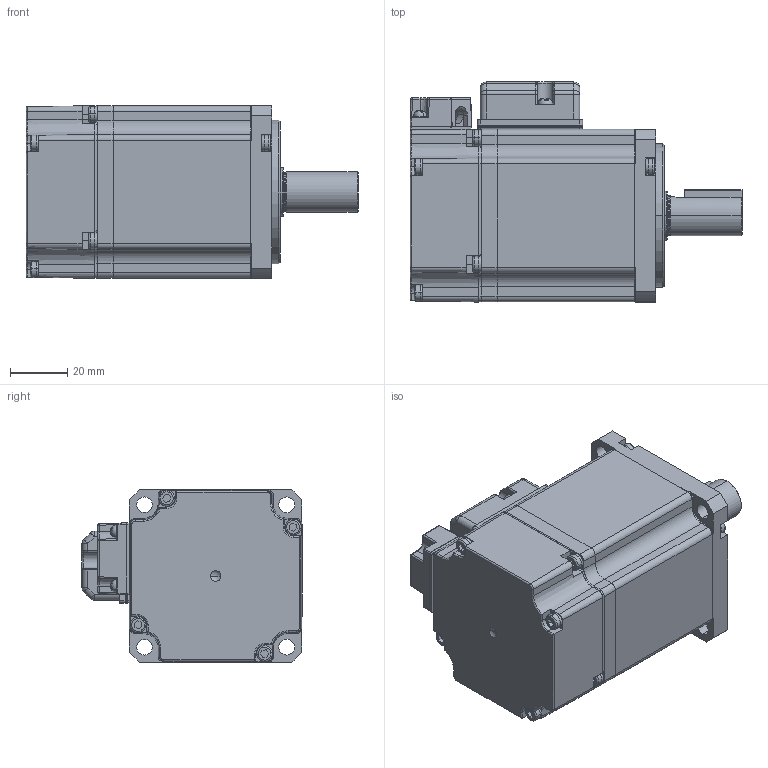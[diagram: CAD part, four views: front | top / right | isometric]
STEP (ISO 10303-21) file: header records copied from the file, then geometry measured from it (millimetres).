
FILE_DESCRIPTION (( 'STEP AP203' ), '1' );
FILE_NAME ('AC40615A1_試作圖面_FN+ 200W-0-C_組合圖.STEP', '2019-07-05T05:14:06', ( '' ), ( '' ), 'SwSTEP 2.0', 'SolidWorks 2015', '' );
FILE_SCHEMA (( 'CONFIG_CONTROL_DESIGN' ));
Length unit declared in the file: millimetre
Products named in the file (1): AC40615A1_試作圖面_FN+ 200W-0-C_組合圖
Bounding box: 115.5 x 76.55 x 60.1 mm (x, y, z)
Surface area: 43106 mm2 (no closed solid volume)
Topology: 0 solids, 35 shells, 728 faces, 2354 edges, 1616 vertices
Faces by surface type: plane 326, cylinder 222, cone 70, torus 63, sphere 28, bspline 19
Entity records: 27888 total; most frequent: CARTESIAN_POINT 7183, DIRECTION 4520, ORIENTED_EDGE 3912, EDGE_CURVE 2317, AXIS2_PLACEMENT_3D 1646, VERTEX_POINT 1604, VECTOR 1228, LINE 1228
